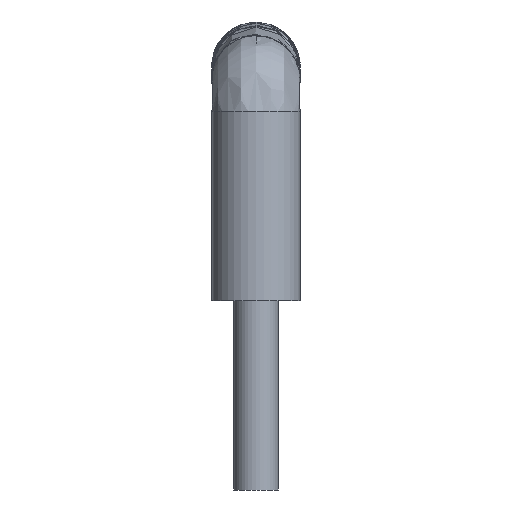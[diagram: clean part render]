
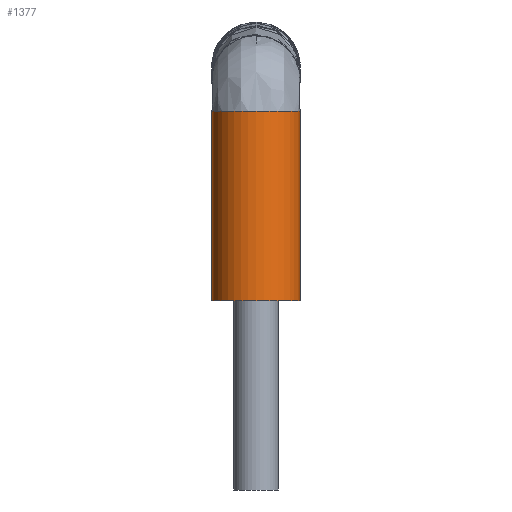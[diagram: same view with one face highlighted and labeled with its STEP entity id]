
A CAD part, left-side view. The second image highlights one B-rep face of the part: STEP entity #1377.
In plain terms, the highlighted cylindrical face has radius 0.7 mm (diameter 1.4 mm), a full revolution.
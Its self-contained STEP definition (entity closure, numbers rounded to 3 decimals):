
#1326 = VERTEX_POINT('',#1327);
#1327 = CARTESIAN_POINT('',(0.7,0.,-0.5));
#1334 = EDGE_CURVE('',#1326,#1326,#1335,.T.);
#1335 = CIRCLE('',#1336,0.7);
#1336 = AXIS2_PLACEMENT_3D('',#1337,#1338,#1339);
#1337 = CARTESIAN_POINT('',(0.,0.,-0.5)
  );
#1338 = DIRECTION('',(0.,0.,1.));
#1339 = DIRECTION('',(1.,0.,0.));
#1377 = ADVANCED_FACE('',(#1378),#1397,.T.);
#1378 = FACE_BOUND('',#1379,.T.);
#1379 = EDGE_LOOP('',(#1380,#1388,#1395,#1396));
#1380 = ORIENTED_EDGE('',*,*,#1381,.T.);
#1381 = EDGE_CURVE('',#1326,#1382,#1384,.T.);
#1382 = VERTEX_POINT('',#1383);
#1383 = CARTESIAN_POINT('',(0.7,0.,-3.5));
#1384 = LINE('',#1385,#1386);
#1385 = CARTESIAN_POINT('',(0.7,0.,-0.5));
#1386 = VECTOR('',#1387,1.);
#1387 = DIRECTION('',(0.,0.,-1.));
#1388 = ORIENTED_EDGE('',*,*,#1389,.T.);
#1389 = EDGE_CURVE('',#1382,#1382,#1390,.T.);
#1390 = CIRCLE('',#1391,0.7);
#1391 = AXIS2_PLACEMENT_3D('',#1392,#1393,#1394);
#1392 = CARTESIAN_POINT('',(0.,0.,-3.5));
#1393 = DIRECTION('',(-0.,0.,1.));
#1394 = DIRECTION('',(1.,0.,0.));
#1395 = ORIENTED_EDGE('',*,*,#1381,.F.);
#1396 = ORIENTED_EDGE('',*,*,#1334,.F.);
#1397 = CYLINDRICAL_SURFACE('',#1398,0.7);
#1398 = AXIS2_PLACEMENT_3D('',#1399,#1400,#1401);
#1399 = CARTESIAN_POINT('',(0.,0.,-0.5)
  );
#1400 = DIRECTION('',(0.,0.,-1.));
#1401 = DIRECTION('',(1.,0.,0.));
